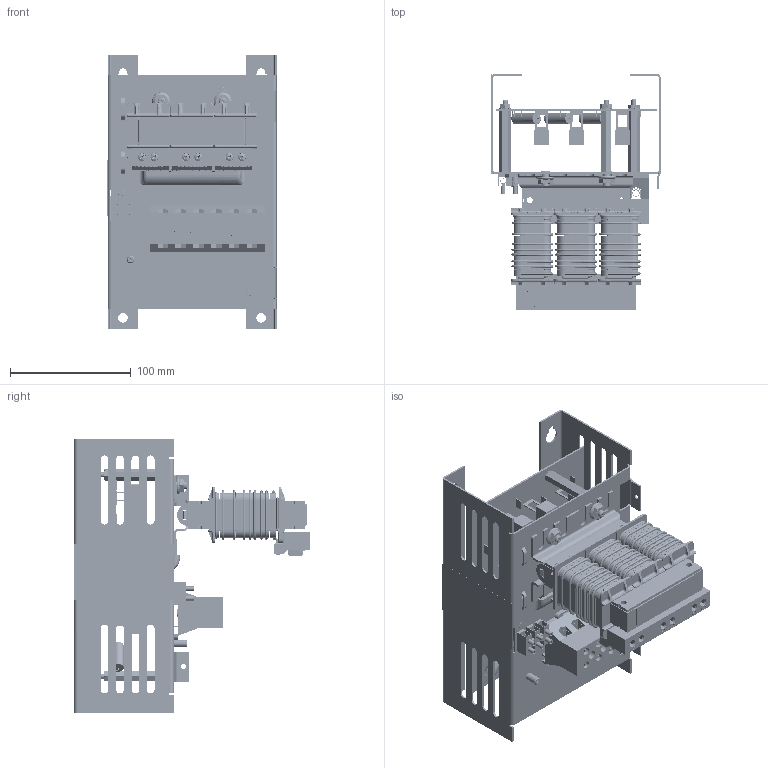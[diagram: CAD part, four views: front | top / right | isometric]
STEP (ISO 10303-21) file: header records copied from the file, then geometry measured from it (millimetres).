
FILE_DESCRIPTION(/* description */ (''),/* implementation_level */ '2;1');
FILE_NAME(/* name */ 'V1K12A00.stp',/* time_stamp */ '2022-02-28T09:22:15-06:00',/* author */ ('jnelson'),/* organization */ (''),/* preprocessor_version */ 'ST-DEVELOPER v17',/* originating_system */ 'Autodesk Inventor 2019',/* authorisation */ '');
FILE_SCHEMA (('AUTOMOTIVE_DESIGN { 1 0 10303 214 3 1 1 }'));
Products named in the file (56): V1K 2AMPS TO 12 AMPS AA FRAME; 28387-12; 28387-12_1; FH-832-8ZI-PennEngineering--04-06-2020 (3); FH-0420-8ZI-PennEngineering--04-06-2020; 1505_better; 25009; 25009 brd; 25009 long RESISTOR; 25009 short RESISTOR; capacitor; 25346; 1496; 19324; 13567-3 POLE; 13567- REV 2013; 13567; 13567-INSERT; 13567-INSERT_1; 13567-INSERT_2; 13567-INSERT_3; 13567-INSERT_4; 13567-INSERT_5; 13567-INSERT_6; 13567-INSERT_7; 13567-INSERT_8; 13567-INSERT_9; 13567-INSERT_10; 107073; 30612-SPRUG; 30524-BLANK; 30524; 30657-A; 30611FA1; 30611-FA; 30472-Term; Curt_term-039808600-.110-Bent; Curt_058525700; 30657-C AA5 H COIL WINDING; 30657-COIL 1 TURN ...
Assembly tree (87 placements, depth 6):
  V1K 2AMPS TO 12 AMPS AA FRAME
    28387-12
      28387-12_1
      FH-832-8ZI-PennEngineering--04-06-2020 (3)  x3
      FH-0420-8ZI-PennEngineering--04-06-2020  x3
    1505_better  x2
    25009
      25009 brd
      25009 long RESISTOR  x3
      25009 short RESISTOR  x3
      capacitor  x3
    25346  x3
    1496  x3
    19324
    13567-3 POLE
      13567- REV 2013
        13567
        13567-INSERT_7  x3
        13567-INSERT
        13567-INSERT_1
        13567-INSERT_2
        13567-INSERT_3
        13567-INSERT_4
      13567-INSERT_7  x3
      13567-INSERT_5
      13567-INSERT_6
      13567-INSERT_8
      13567-INSERT_9
      13567-INSERT_10
    107073
      30612-SPRUG
      30524-BLANK
        30524
      30657-A  x3
        30611FA1
          30611-FA
          30472-Term  x2
            Curt_term-039808600-.110-Bent
            Curt_058525700
        30657-C AA5 H COIL WINDING
        30657-COIL 1 TURN
        30657-START LEAD X1
        30657-start y1
        30657-start y2
        30657 Start lead slotted
        30657-COIL LAST TURN
        30657-FINISH X2
        30657-FINISH Y1
        30657-straight
      30613-C
      30786
        30787
          30547
          30782-A
        30548
    28038-BLANK
    32322
Bounding box: 139.83 x 195.33 x 226.06 mm (x, y, z)
Volume: 604551.3 mm3; surface area: 624989.5 mm2
Topology: 378 solids, 384 shells, 11476 faces, 29807 edges, 19220 vertices
Faces by surface type: plane 6118, cylinder 3832, bspline 839, torus 462, cone 118, sphere 107
Full cylindrical faces by diameter (mm): 0.762 x30, 1.219 x6, 1.732 x69, 1.778 x3, 2.54 x24, 2.794 x5, 3.073 x6, 3.175 x2, 3.454 x2, 3.505 x48, 3.81 x6, 3.962 x5, 4.013 x2, 4.14 x3, 4.166 x15, 4.191 x3, 4.276 x6, 4.445 x6, 4.851 x4, 4.898 x5, 4.978 x2, 5.08 x12, 5.083 x1, 5.117 x3, 5.588 x2, 6.124 x5, 6.325 x3, 6.35 x16, 6.375 x12, 6.379 x1
Entity records: 164063 total; most frequent: CARTESIAN_POINT 39903, ORIENTED_EDGE 25738, DIRECTION 23891, EDGE_CURVE 12869, LINE 8541, VECTOR 8541, VERTEX_POINT 8380, AXIS2_PLACEMENT_3D 7675
